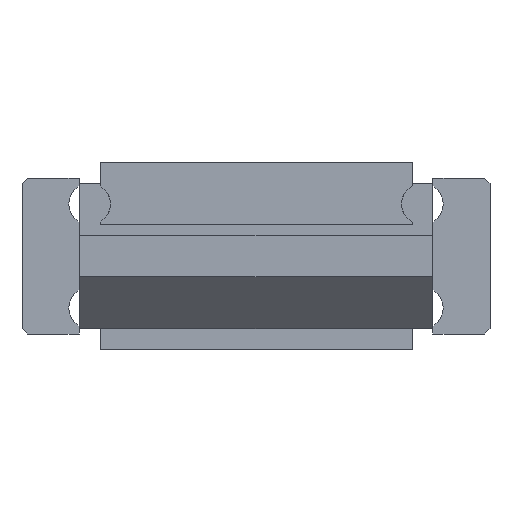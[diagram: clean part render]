
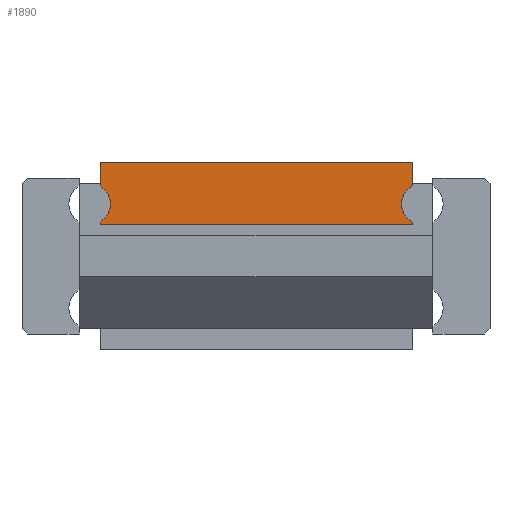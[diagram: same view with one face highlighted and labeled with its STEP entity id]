
A CAD part, front view. The second image highlights one B-rep face of the part: STEP entity #1890.
In plain terms, the highlighted planar face has unit normal (0, -1, 0).
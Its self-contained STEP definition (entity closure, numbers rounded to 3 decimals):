
#78=PLANE('',#2141);
#257=FACE_OUTER_BOUND('',#400,.T.);
#400=EDGE_LOOP('',(#1663,#1664,#1665,#1666,#1667,#1668,#1669,#1670));
#553=LINE('',#3614,#703);
#556=LINE('',#3619,#706);
#559=LINE('',#3625,#709);
#560=LINE('',#3628,#710);
#561=LINE('',#3629,#711);
#562=LINE('',#3630,#712);
#703=VECTOR('',#2599,4.536);
#706=VECTOR('',#2604,0.536);
#709=VECTOR('',#2609,60.);
#710=VECTOR('',#2612,4.536);
#711=VECTOR('',#2613,60.);
#712=VECTOR('',#2614,0.536);
#806=CIRCLE('',#2130,4.);
#809=CIRCLE('',#2136,4.);
#954=VERTEX_POINT('',#3570);
#955=VERTEX_POINT('',#3571);
#964=VERTEX_POINT('',#3596);
#965=VERTEX_POINT('',#3598);
#970=VERTEX_POINT('',#3613);
#971=VERTEX_POINT('',#3617);
#973=VERTEX_POINT('',#3623);
#974=VERTEX_POINT('',#3627);
#1188=EDGE_CURVE('',#954,#955,#806,.T.);
#1204=EDGE_CURVE('',#964,#965,#809,.T.);
#1212=EDGE_CURVE('',#965,#970,#553,.T.);
#1215=EDGE_CURVE('',#971,#964,#556,.T.);
#1218=EDGE_CURVE('',#973,#971,#559,.T.);
#1219=EDGE_CURVE('',#974,#954,#560,.T.);
#1220=EDGE_CURVE('',#970,#974,#561,.T.);
#1221=EDGE_CURVE('',#955,#973,#562,.T.);
#1663=ORIENTED_EDGE('',*,*,#1188,.F.);
#1664=ORIENTED_EDGE('',*,*,#1219,.F.);
#1665=ORIENTED_EDGE('',*,*,#1220,.F.);
#1666=ORIENTED_EDGE('',*,*,#1212,.F.);
#1667=ORIENTED_EDGE('',*,*,#1204,.F.);
#1668=ORIENTED_EDGE('',*,*,#1215,.F.);
#1669=ORIENTED_EDGE('',*,*,#1218,.F.);
#1670=ORIENTED_EDGE('',*,*,#1221,.F.);
#1890=ADVANCED_FACE('',(#257),#78,.F.);
#2130=AXIS2_PLACEMENT_3D('',#3572,#2563,#2564);
#2136=AXIS2_PLACEMENT_3D('',#3599,#2586,#2587);
#2141=AXIS2_PLACEMENT_3D('',#3626,#2610,#2611);
#2563=DIRECTION('center_axis',(0.,-1.,0.));
#2564=DIRECTION('ref_axis',(1.,0.,0.));
#2586=DIRECTION('center_axis',(0.,-1.,0.));
#2587=DIRECTION('ref_axis',(1.,0.,0.));
#2599=DIRECTION('',(0.,0.,1.));
#2604=DIRECTION('',(0.,0.,1.));
#2609=DIRECTION('',(-1.,0.,0.));
#2610=DIRECTION('center_axis',(0.,1.,0.));
#2611=DIRECTION('ref_axis',(0.,0.,1.));
#2612=DIRECTION('',(0.,0.,-1.));
#2613=DIRECTION('',(1.,0.,0.));
#2614=DIRECTION('',(0.,0.,-1.));
#3570=CARTESIAN_POINT('',(30.,-403.,3.964));
#3571=CARTESIAN_POINT('',(30.,-403.,-2.964));
#3572=CARTESIAN_POINT('Origin',(32.,-403.,0.5));
#3596=CARTESIAN_POINT('',(-30.,-403.,-2.964));
#3598=CARTESIAN_POINT('',(-30.,-403.,3.964));
#3599=CARTESIAN_POINT('Origin',(-32.,-403.,0.5));
#3613=CARTESIAN_POINT('',(-30.,-403.,8.5));
#3614=CARTESIAN_POINT('',(-30.,-403.,3.964));
#3617=CARTESIAN_POINT('',(-30.,-403.,-3.5));
#3619=CARTESIAN_POINT('',(-30.,-403.,-3.5));
#3623=CARTESIAN_POINT('',(30.,-403.,-3.5));
#3625=CARTESIAN_POINT('',(30.,-403.,-3.5));
#3626=CARTESIAN_POINT('Origin',(0.,-403.,2.5));
#3627=CARTESIAN_POINT('',(30.,-403.,8.5));
#3628=CARTESIAN_POINT('',(30.,-403.,8.5));
#3629=CARTESIAN_POINT('',(-30.,-403.,8.5));
#3630=CARTESIAN_POINT('',(30.,-403.,-2.964));
